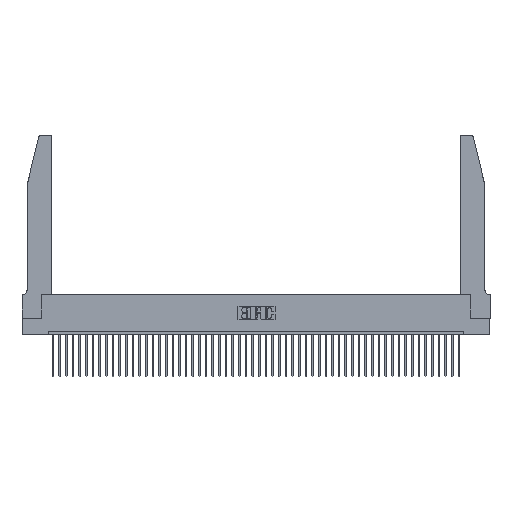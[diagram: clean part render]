
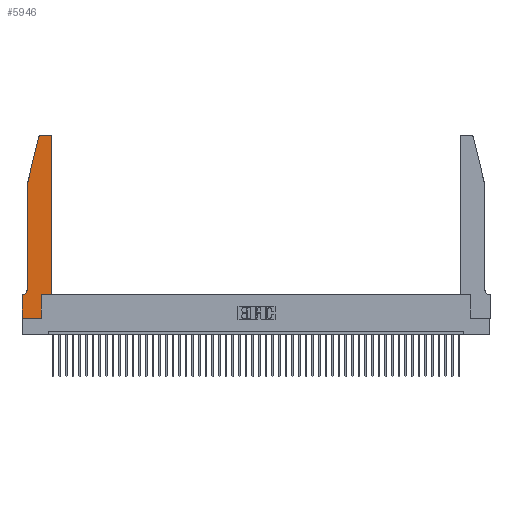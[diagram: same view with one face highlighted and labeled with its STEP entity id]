
A CAD part, top view. The second image highlights one B-rep face of the part: STEP entity #5946.
In plain terms, the highlighted planar face has unit normal (0, 0, 1).
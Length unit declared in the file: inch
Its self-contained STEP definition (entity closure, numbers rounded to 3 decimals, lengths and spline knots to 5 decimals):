
#194 = EDGE_CURVE ( 'NONE', #5019, #28155, #14960, .T. ) ;
#747 = CARTESIAN_POINT ( 'NONE',  ( 0.4505, 0.35, 0.37 ) ) ;
#902 = DIRECTION ( 'NONE',  ( 0., -1., 0. ) ) ;
#919 = DIRECTION ( 'NONE',  ( 1., 0., 0. ) ) ;
#1615 = CARTESIAN_POINT ( 'NONE',  ( 0.2865, 0., 0.37 ) ) ;
#2319 = VECTOR ( 'NONE', #902, 39.37008 ) ;
#3089 = VERTEX_POINT ( 'NONE', #48508 ) ;
#3470 = EDGE_CURVE ( 'NONE', #28155, #12745, #21109, .T. ) ;
#3720 = CARTESIAN_POINT ( 'NONE',  ( 0.4505, 0.35, 0.37 ) ) ;
#4324 = DIRECTION ( 'NONE',  ( 1., 0., 0. ) ) ;
#5019 = VERTEX_POINT ( 'NONE', #13908 ) ;
#5357 = CARTESIAN_POINT ( 'NONE',  ( 0., 0.35, 0.37 ) ) ;
#5421 = DIRECTION ( 'NONE',  ( -1., 0., 0. ) ) ;
#5946 = ADVANCED_FACE ( 'NONE', ( #14315 ), #41515, .T. ) ;
#6650 = CARTESIAN_POINT ( 'NONE',  ( 0.0755, 2., 0.37 ) ) ;
#7161 = EDGE_CURVE ( 'NONE', #46158, #15465, #48343, .T. ) ;
#7216 = ORIENTED_EDGE ( 'NONE', *, *, #24611, .T. ) ;
#7954 = CARTESIAN_POINT ( 'NONE',  ( 0.4205, 2.72, 0.37 ) ) ;
#8335 = CIRCLE ( 'NONE', #42982, 0.03 ) ;
#8631 = LINE ( 'NONE', #6650, #47562 ) ;
#8688 = LINE ( 'NONE', #47974, #41704 ) ;
#8998 = VECTOR ( 'NONE', #22869, 39.37008 ) ;
#9326 = VERTEX_POINT ( 'NONE', #47431 ) ;
#9450 = ORIENTED_EDGE ( 'NONE', *, *, #44030, .T. ) ;
#10941 = VERTEX_POINT ( 'NONE', #11817 ) ;
#11817 = CARTESIAN_POINT ( 'NONE',  ( 0.0755, 2., 0.37 ) ) ;
#12422 = DIRECTION ( 'NONE',  ( 0., 0., 1. ) ) ;
#12574 = CARTESIAN_POINT ( 'NONE',  ( 0.0755, 2., 0.37 ) ) ;
#12745 = VERTEX_POINT ( 'NONE', #34956 ) ;
#13053 = DIRECTION ( 'NONE',  ( 1., 0., 0. ) ) ;
#13240 = VERTEX_POINT ( 'NONE', #1615 ) ;
#13774 = VERTEX_POINT ( 'NONE', #38895 ) ;
#13908 = CARTESIAN_POINT ( 'NONE',  ( 0.4505, 2.72, 0.37 ) ) ;
#14201 = EDGE_CURVE ( 'NONE', #13774, #48254, #45490, .T. ) ;
#14315 = FACE_OUTER_BOUND ( 'NONE', #47412, .T. ) ;
#14426 = VERTEX_POINT ( 'NONE', #31181 ) ;
#14960 = CIRCLE ( 'NONE', #36838, 0.03 ) ;
#15402 = ORIENTED_EDGE ( 'NONE', *, *, #14201, .T. ) ;
#15465 = VERTEX_POINT ( 'NONE', #3720 ) ;
#16176 = EDGE_CURVE ( 'NONE', #48254, #13240, #37041, .T. ) ;
#16214 = ORIENTED_EDGE ( 'NONE', *, *, #21085, .T. ) ;
#16367 = CARTESIAN_POINT ( 'NONE',  ( 0.2605, 2.75, 0.37 ) ) ;
#17398 = VECTOR ( 'NONE', #47515, 39.37008 ) ;
#18800 = DIRECTION ( 'NONE',  ( 0., 0., 1. ) ) ;
#18818 = ORIENTED_EDGE ( 'NONE', *, *, #3470, .T. ) ;
#18957 = DIRECTION ( 'NONE',  ( 1., 0., 0. ) ) ;
#19118 = CARTESIAN_POINT ( 'NONE',  ( 0., 0., 0.37 ) ) ;
#19371 = VECTOR ( 'NONE', #42214, 39.37008 ) ;
#21085 = EDGE_CURVE ( 'NONE', #10941, #14426, #39977, .T. ) ;
#21109 = LINE ( 'NONE', #16367, #44086 ) ;
#21452 = EDGE_CURVE ( 'NONE', #3089, #13774, #8688, .T. ) ;
#22137 = LINE ( 'NONE', #27645, #17398 ) ;
#22861 = EDGE_CURVE ( 'NONE', #15465, #5019, #22137, .T. ) ;
#22869 = DIRECTION ( 'NONE',  ( 0., -1., 0. ) ) ;
#24131 = CARTESIAN_POINT ( 'NONE',  ( 0.2865, 0.35, 0.37 ) ) ;
#24519 = CARTESIAN_POINT ( 'NONE',  ( 0., 0., 0.37 ) ) ;
#24611 = EDGE_CURVE ( 'NONE', #14426, #3089, #44065, .T. ) ;
#24734 = DIRECTION ( 'NONE',  ( 0., 1., 0. ) ) ;
#25972 = AXIS2_PLACEMENT_3D ( 'NONE', #40131, #37607, #40614 ) ;
#26856 = CARTESIAN_POINT ( 'NONE',  ( 0.284, 2.72, 0.37 ) ) ;
#27054 = ORIENTED_EDGE ( 'NONE', *, *, #7161, .T. ) ;
#27146 = AXIS2_PLACEMENT_3D ( 'NONE', #5357, #18800, #18957 ) ;
#27645 = CARTESIAN_POINT ( 'NONE',  ( 0.4505, 0.35, 0.37 ) ) ;
#28155 = VERTEX_POINT ( 'NONE', #29251 ) ;
#28944 = ORIENTED_EDGE ( 'NONE', *, *, #32808, .T. ) ;
#29186 = VECTOR ( 'NONE', #24734, 39.37008 ) ;
#29251 = CARTESIAN_POINT ( 'NONE',  ( 0.4205, 2.75, 0.37 ) ) ;
#31181 = CARTESIAN_POINT ( 'NONE',  ( 0.0755, 0.42, 0.37 ) ) ;
#31396 = CARTESIAN_POINT ( 'NONE',  ( 0., 0., 0.37 ) ) ;
#32808 = EDGE_CURVE ( 'NONE', #12745, #9326, #8335, .T. ) ;
#34831 = ORIENTED_EDGE ( 'NONE', *, *, #43430, .T. ) ;
#34956 = CARTESIAN_POINT ( 'NONE',  ( 0.284, 2.75, 0.37 ) ) ;
#36260 = LINE ( 'NONE', #47360, #29186 ) ;
#36442 = ORIENTED_EDGE ( 'NONE', *, *, #16176, .T. ) ;
#36838 = AXIS2_PLACEMENT_3D ( 'NONE', #7954, #37983, #4324 ) ;
#37041 = LINE ( 'NONE', #24519, #45857 ) ;
#37607 = DIRECTION ( 'NONE',  ( 0., 0., -1. ) ) ;
#37941 = DIRECTION ( 'NONE',  ( -1., 0., 0. ) ) ;
#37983 = DIRECTION ( 'NONE',  ( 0., 0., 1. ) ) ;
#38895 = CARTESIAN_POINT ( 'NONE',  ( 0., 0.35, 0.37 ) ) ;
#39977 = LINE ( 'NONE', #12574, #2319 ) ;
#40131 = CARTESIAN_POINT ( 'NONE',  ( 0.0055, 0.42, 0.37 ) ) ;
#40323 = DIRECTION ( 'NONE',  ( -0.239, -0.971, 0. ) ) ;
#40614 = DIRECTION ( 'NONE',  ( -1., 0., 0. ) ) ;
#41298 = ORIENTED_EDGE ( 'NONE', *, *, #21452, .T. ) ;
#41515 = PLANE ( 'NONE',  #27146 ) ;
#41704 = VECTOR ( 'NONE', #37941, 39.37008 ) ;
#42214 = DIRECTION ( 'NONE',  ( 1., 0., 0. ) ) ;
#42982 = AXIS2_PLACEMENT_3D ( 'NONE', #26856, #12422, #919 ) ;
#43430 = EDGE_CURVE ( 'NONE', #9326, #10941, #8631, .T. ) ;
#44030 = EDGE_CURVE ( 'NONE', #13240, #46158, #36260, .T. ) ;
#44065 = CIRCLE ( 'NONE', #25972, 0.07 ) ;
#44086 = VECTOR ( 'NONE', #5421, 39.37008 ) ;
#44821 = ORIENTED_EDGE ( 'NONE', *, *, #22861, .T. ) ;
#45490 = LINE ( 'NONE', #19118, #8998 ) ;
#45857 = VECTOR ( 'NONE', #13053, 39.37008 ) ;
#46158 = VERTEX_POINT ( 'NONE', #24131 ) ;
#47360 = CARTESIAN_POINT ( 'NONE',  ( 0.2865, 0.35, 0.37 ) ) ;
#47412 = EDGE_LOOP ( 'NONE', ( #18818, #28944, #34831, #16214, #7216, #41298, #15402, #36442, #9450, #27054, #44821, #47649 ) ) ;
#47431 = CARTESIAN_POINT ( 'NONE',  ( 0.25487, 2.72718, 0.37 ) ) ;
#47515 = DIRECTION ( 'NONE',  ( 0., 1., 0. ) ) ;
#47562 = VECTOR ( 'NONE', #40323, 39.37008 ) ;
#47649 = ORIENTED_EDGE ( 'NONE', *, *, #194, .T. ) ;
#47974 = CARTESIAN_POINT ( 'NONE',  ( 0.0755, 0.35, 0.37 ) ) ;
#48254 = VERTEX_POINT ( 'NONE', #31396 ) ;
#48343 = LINE ( 'NONE', #747, #19371 ) ;
#48508 = CARTESIAN_POINT ( 'NONE',  ( 0.0055, 0.35, 0.37 ) ) ;
